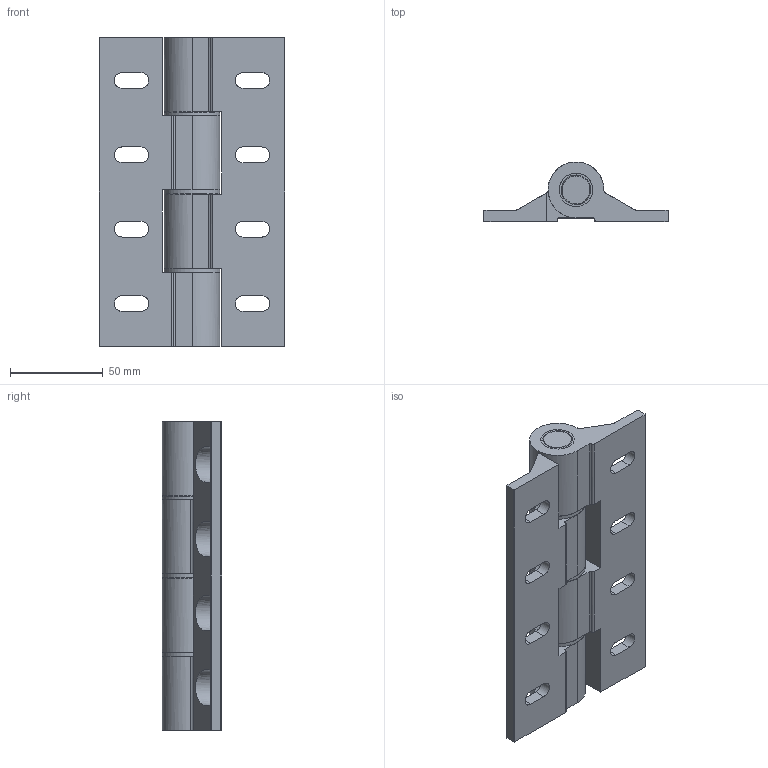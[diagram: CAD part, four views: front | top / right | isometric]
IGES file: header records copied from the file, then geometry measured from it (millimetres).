
Global section: file name: SZ0767N_A; native system: Autodesk Inventor 2015; preprocessor: unknown; author: Feuerhake; date: 20151120.132101; units: millimetre
Bounding box: 100 x 32 x 166 mm (x, y, z)
Volume: 205983.7 mm3; surface area: 84226.4 mm2
Topology: 14 solids, 14 shells, 171 faces, 431 edges, 288 vertices
Faces by surface type: bspline 171
